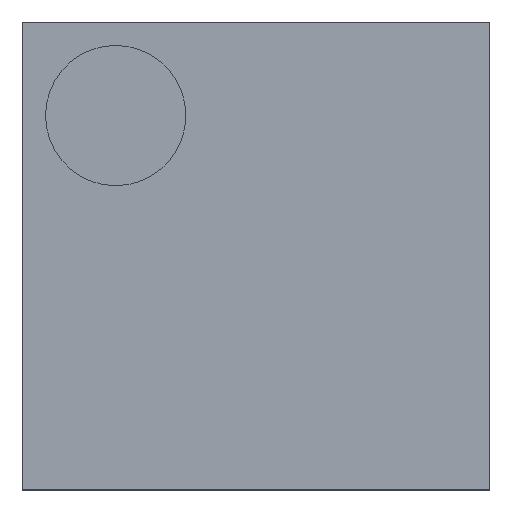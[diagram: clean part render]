
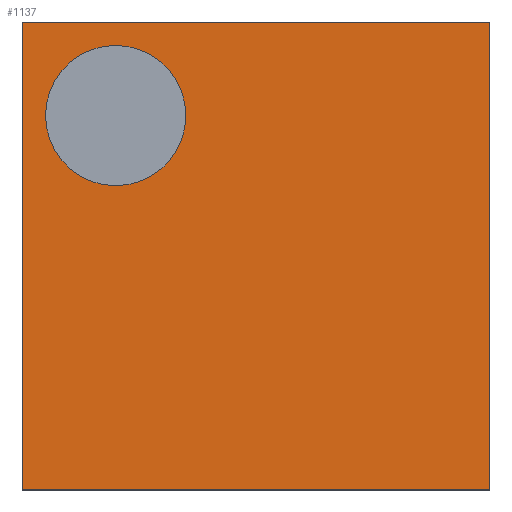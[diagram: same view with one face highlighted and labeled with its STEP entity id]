
A CAD part, top view. The second image highlights one B-rep face of the part: STEP entity #1137.
In plain terms, the highlighted planar face has unit normal (0, 0, 1).
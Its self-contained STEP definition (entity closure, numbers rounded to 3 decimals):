
#91=LINE($,#1705,#241);
#97=LINE($,#1716,#247);
#102=LINE($,#1723,#252);
#104=LINE($,#1726,#254);
#241=VECTOR($,#1388,1.);
#247=VECTOR($,#1396,1.);
#252=VECTOR($,#1403,1.);
#254=VECTOR($,#1407,1.);
#354=PLANE($,#1222);
#392=FACE_BOUND($,#496,.T.);
#425=FACE_OUTER_BOUND($,#495,.T.);
#495=EDGE_LOOP($,(#957,#958,#959,#960));
#496=EDGE_LOOP($,(#961));
#535=CIRCLE($,#1191,0.15);
#539=VERTEX_POINT($,#1561);
#587=VERTEX_POINT($,#1702);
#588=VERTEX_POINT($,#1704);
#591=VERTEX_POINT($,#1713);
#592=VERTEX_POINT($,#1715);
#643=EDGE_CURVE($,#539,#539,#535,.T.);
#711=EDGE_CURVE($,#588,#587,#91,.T.);
#717=EDGE_CURVE($,#592,#591,#97,.T.);
#722=EDGE_CURVE($,#591,#588,#102,.T.);
#724=EDGE_CURVE($,#587,#592,#104,.T.);
#957=ORIENTED_EDGE($,*,*,#711,.T.);
#958=ORIENTED_EDGE($,*,*,#724,.T.);
#959=ORIENTED_EDGE($,*,*,#717,.T.);
#960=ORIENTED_EDGE($,*,*,#722,.T.);
#961=ORIENTED_EDGE($,*,*,#643,.T.);
#1137=ADVANCED_FACE($,(#425,#392),#354,.T.);
#1191=AXIS2_PLACEMENT_3D($,#1562,#1267,#1268);
#1222=AXIS2_PLACEMENT_3D($,#1728,#1410,#1411);
#1267=DIRECTION('center_axis',(0.,0.,-1.));
#1268=DIRECTION('ref_axis',(0.,1.,0.));
#1388=DIRECTION($,(0.,-1.,0.));
#1396=DIRECTION($,(0.,1.,0.));
#1403=DIRECTION($,(-1.,0.,0.));
#1407=DIRECTION($,(1.,0.,0.));
#1410=DIRECTION('center_axis',(0.,0.,1.));
#1411=DIRECTION('ref_axis',(0.,1.,0.));
#1561=CARTESIAN_POINT('',(-0.3,0.45,0.4));
#1562=CARTESIAN_POINT('Origin',(-0.3,0.3,0.4));
#1702=CARTESIAN_POINT('',(-0.5,-0.5,0.4));
#1704=CARTESIAN_POINT('',(-0.5,0.5,0.4));
#1705=CARTESIAN_POINT($,(-0.5,-0.5,0.4));
#1713=CARTESIAN_POINT('',(0.5,0.5,0.4));
#1715=CARTESIAN_POINT('',(0.5,-0.5,0.4));
#1716=CARTESIAN_POINT($,(0.5,0.5,0.4));
#1723=CARTESIAN_POINT($,(-0.5,0.5,0.4));
#1726=CARTESIAN_POINT($,(0.5,-0.5,0.4));
#1728=CARTESIAN_POINT('Origin',(0.,0.,0.4));
